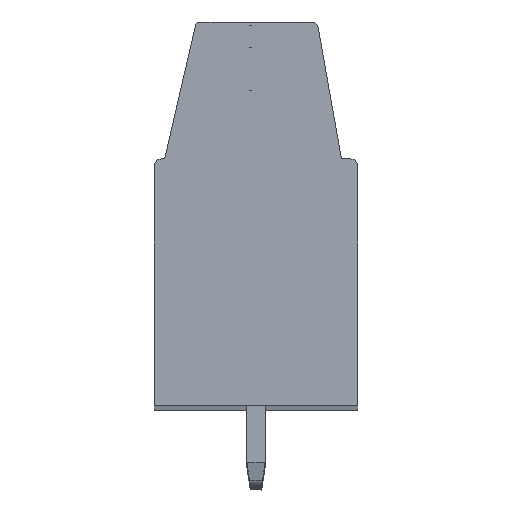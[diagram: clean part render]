
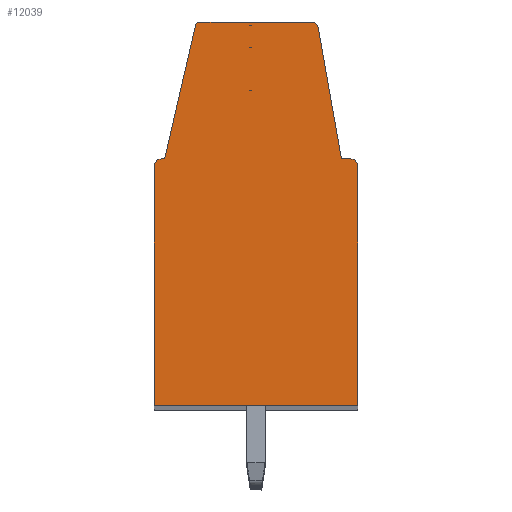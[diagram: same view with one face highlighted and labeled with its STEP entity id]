
A CAD part, top view. The second image highlights one B-rep face of the part: STEP entity #12039.
In plain terms, the highlighted planar face has unit normal (0, 0, 1).
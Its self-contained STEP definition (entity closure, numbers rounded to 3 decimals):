
#24=DIRECTION('',(0.225,0.974,0.));
#25=VECTOR('',#24,5.999);
#26=CARTESIAN_POINT('',(-4.,3.55,117.5));
#27=LINE('',#26,#25);
#28=CARTESIAN_POINT('',(-2.456,9.35,117.5));
#29=DIRECTION('',(0.,0.,-1.));
#30=DIRECTION('',(-0.974,0.225,0.));
#31=AXIS2_PLACEMENT_3D('',#28,#29,#30);
#33=DIRECTION('',(1.,0.,0.));
#34=VECTOR('',#33,4.886);
#35=CARTESIAN_POINT('',(-2.456,9.55,117.5));
#36=LINE('',#35,#34);
#37=CARTESIAN_POINT('',(2.43,9.25,117.5));
#38=DIRECTION('',(0.,0.,-1.));
#39=DIRECTION('',(0.,1.,0.));
#40=AXIS2_PLACEMENT_3D('',#37,#38,#39);
#42=DIRECTION('',(0.174,-0.985,0.));
#43=VECTOR('',#42,5.841);
#44=CARTESIAN_POINT('',(2.726,9.302,117.5));
#45=LINE('',#44,#43);
#46=DIRECTION('',(1.,0.,0.));
#47=VECTOR('',#46,0.41);
#48=CARTESIAN_POINT('',(3.74,3.55,117.5));
#49=LINE('',#48,#47);
#50=CARTESIAN_POINT('',(4.15,3.25,117.5));
#51=DIRECTION('',(0.,0.,-1.));
#52=DIRECTION('',(0.,1.,0.));
#53=AXIS2_PLACEMENT_3D('',#50,#51,#52);
#55=DIRECTION('',(0.,-1.,0.));
#56=VECTOR('',#55,10.5);
#57=CARTESIAN_POINT('',(4.45,3.25,117.5));
#58=LINE('',#57,#56);
#59=DIRECTION('',(-1.,0.,0.));
#60=VECTOR('',#59,8.9);
#61=CARTESIAN_POINT('',(4.45,-7.25,117.5));
#62=LINE('',#61,#60);
#63=DIRECTION('',(0.,1.,0.));
#64=VECTOR('',#63,10.5);
#65=CARTESIAN_POINT('',(-4.45,-7.25,117.5));
#66=LINE('',#65,#64);
#67=CARTESIAN_POINT('',(-4.15,3.25,117.5));
#68=DIRECTION('',(0.,0.,-1.));
#69=DIRECTION('',(-1.,0.,0.));
#70=AXIS2_PLACEMENT_3D('',#67,#68,#69);
#72=DIRECTION('',(1.,0.,0.));
#73=VECTOR('',#72,0.15);
#74=CARTESIAN_POINT('',(-4.15,3.55,117.5));
#75=LINE('',#74,#73);
#9632=CARTESIAN_POINT('',(-4.,3.55,117.5));
#9633=CARTESIAN_POINT('',(-2.651,9.395,117.5));
#9634=VERTEX_POINT('',#9632);
#9635=VERTEX_POINT('',#9633);
#9636=CARTESIAN_POINT('',(-4.15,3.55,117.5));
#9637=VERTEX_POINT('',#9636);
#9638=CARTESIAN_POINT('',(-4.45,3.25,117.5));
#9639=VERTEX_POINT('',#9638);
#9640=CARTESIAN_POINT('',(-4.45,-7.25,117.5));
#9641=VERTEX_POINT('',#9640);
#9642=CARTESIAN_POINT('',(4.45,-7.25,117.5));
#9643=VERTEX_POINT('',#9642);
#9644=CARTESIAN_POINT('',(4.45,3.25,117.5));
#9645=VERTEX_POINT('',#9644);
#9646=CARTESIAN_POINT('',(4.15,3.55,117.5));
#9647=VERTEX_POINT('',#9646);
#9648=CARTESIAN_POINT('',(3.74,3.55,117.5));
#9649=VERTEX_POINT('',#9648);
#9650=CARTESIAN_POINT('',(2.726,9.302,117.5));
#9651=VERTEX_POINT('',#9650);
#9652=CARTESIAN_POINT('',(2.43,9.55,117.5));
#9653=VERTEX_POINT('',#9652);
#9654=CARTESIAN_POINT('',(-2.456,9.55,117.5));
#9655=VERTEX_POINT('',#9654);
#12008=CARTESIAN_POINT('',(0.,0.,117.5));
#12009=DIRECTION('',(0.,0.,1.));
#12010=DIRECTION('',(1.,0.,0.));
#12011=AXIS2_PLACEMENT_3D('',#12008,#12009,#12010);
#12012=PLANE('',#12011);
#12014=ORIENTED_EDGE('',*,*,#12013,.T.);
#12016=ORIENTED_EDGE('',*,*,#12015,.T.);
#12018=ORIENTED_EDGE('',*,*,#12017,.T.);
#12020=ORIENTED_EDGE('',*,*,#12019,.T.);
#12022=ORIENTED_EDGE('',*,*,#12021,.T.);
#12024=ORIENTED_EDGE('',*,*,#12023,.T.);
#12026=ORIENTED_EDGE('',*,*,#12025,.T.);
#12028=ORIENTED_EDGE('',*,*,#12027,.T.);
#12030=ORIENTED_EDGE('',*,*,#12029,.T.);
#12032=ORIENTED_EDGE('',*,*,#12031,.T.);
#12034=ORIENTED_EDGE('',*,*,#12033,.T.);
#12036=ORIENTED_EDGE('',*,*,#12035,.T.);
#12037=EDGE_LOOP('',(#12014,#12016,#12018,#12020,#12022,#12024,#12026,#12028,
#12030,#12032,#12034,#12036));
#12038=FACE_OUTER_BOUND('',#12037,.F.);
#32=CIRCLE('',#31,0.2);
#41=CIRCLE('',#40,0.3);
#54=CIRCLE('',#53,0.3);
#71=CIRCLE('',#70,0.3);
#12013=EDGE_CURVE('',#9634,#9635,#27,.T.);
#12015=EDGE_CURVE('',#9635,#9655,#32,.T.);
#12017=EDGE_CURVE('',#9655,#9653,#36,.T.);
#12019=EDGE_CURVE('',#9653,#9651,#41,.T.);
#12021=EDGE_CURVE('',#9651,#9649,#45,.T.);
#12023=EDGE_CURVE('',#9649,#9647,#49,.T.);
#12025=EDGE_CURVE('',#9647,#9645,#54,.T.);
#12027=EDGE_CURVE('',#9645,#9643,#58,.T.);
#12029=EDGE_CURVE('',#9643,#9641,#62,.T.);
#12031=EDGE_CURVE('',#9641,#9639,#66,.T.);
#12033=EDGE_CURVE('',#9639,#9637,#71,.T.);
#12035=EDGE_CURVE('',#9637,#9634,#75,.T.);
#12039=ADVANCED_FACE('',(#12038),#12012,.T.);
